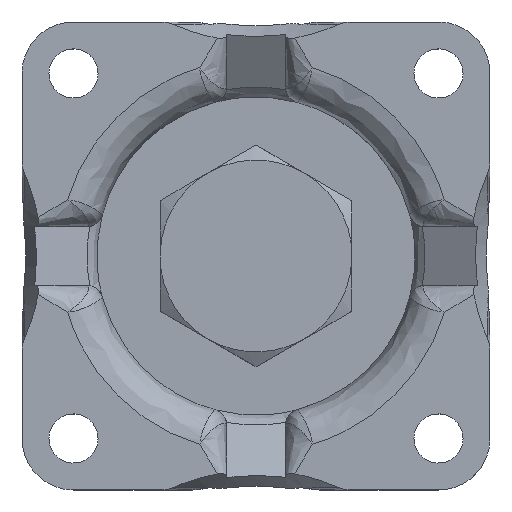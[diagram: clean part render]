
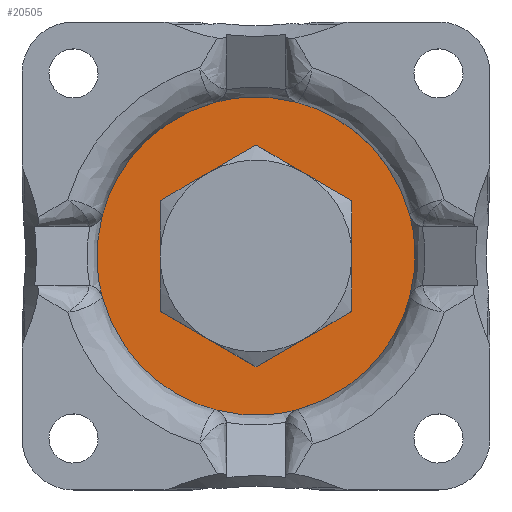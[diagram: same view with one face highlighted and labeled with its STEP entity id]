
A CAD part, top view. The second image highlights one B-rep face of the part: STEP entity #20505.
In plain terms, the highlighted free-form (B-spline) face has degree [1, 1] with [2, 2] control points.
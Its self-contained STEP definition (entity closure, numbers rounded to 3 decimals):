
#5914=CARTESIAN_POINT('',(-0.785,9.969,5.0));
#5915=VERTEX_POINT('',#5914);
#5921=CARTESIAN_POINT('',(-10.0,0.0,5.0));
#5922=VERTEX_POINT('',#5921);
#5923=CARTESIAN_POINT('',(-10.0,0.0,5.0));
#5924=CARTESIAN_POINT('',(-10.0,9.244,5.));
#5925=CARTESIAN_POINT('',(-0.785,9.969,5.0));
#5933=(BOUNDED_CURVE()B_SPLINE_CURVE(2,(#5923,#5924,#5925),.UNSPECIFIED.,.F.,.U.)B_SPLINE_CURVE_WITH_KNOTS((3,3),(0.0,0.236),.UNSPECIFIED.)CURVE()GEOMETRIC_REPRESENTATION_ITEM()RATIONAL_B_SPLINE_CURVE((1.0,0.723,0.97))REPRESENTATION_ITEM(''));
#5934=EDGE_CURVE('',#5922,#5915,#5933,.T.);
#5936=CARTESIAN_POINT('',(0.785,-9.969,5.0));
#5937=VERTEX_POINT('',#5936);
#5938=CARTESIAN_POINT('',(0.785,-9.969,5.0));
#5939=CARTESIAN_POINT('',(0.393,-10.0,5.0));
#5940=CARTESIAN_POINT('',(0.0,-10.0,5.0));
#5941=CARTESIAN_POINT('',(-10.,-10.,5.));
#5942=CARTESIAN_POINT('',(-10.0,0.0,5.0));
#5950=(BOUNDED_CURVE()B_SPLINE_CURVE(2,(#5938,#5939,#5940,#5941,#5942),.UNSPECIFIED.,.F.,.U.)B_SPLINE_CURVE_WITH_KNOTS((3,2,3),(0.736,0.75,1.0),.UNSPECIFIED.)CURVE()GEOMETRIC_REPRESENTATION_ITEM()RATIONAL_B_SPLINE_CURVE((0.97,0.984,1.0,0.707,1.0))REPRESENTATION_ITEM(''));
#5951=EDGE_CURVE('',#5937,#5922,#5950,.T.);
#5983=CARTESIAN_POINT('',(10.0,0.0,5.0));
#5984=VERTEX_POINT('',#5983);
#5985=CARTESIAN_POINT('',(10.0,0.0,5.0));
#5986=CARTESIAN_POINT('',(10.,-9.244,5.));
#5987=CARTESIAN_POINT('',(0.785,-9.969,5.0));
#5995=(BOUNDED_CURVE()B_SPLINE_CURVE(2,(#5985,#5986,#5987),.UNSPECIFIED.,.F.,.U.)B_SPLINE_CURVE_WITH_KNOTS((3,3),(0.5,0.736),.UNSPECIFIED.)CURVE()GEOMETRIC_REPRESENTATION_ITEM()RATIONAL_B_SPLINE_CURVE((1.0,0.723,0.97))REPRESENTATION_ITEM(''));
#5996=EDGE_CURVE('',#5984,#5937,#5995,.T.);
#5998=CARTESIAN_POINT('',(-0.785,9.969,5.0));
#5999=CARTESIAN_POINT('',(-0.393,10.0,5.0));
#6000=CARTESIAN_POINT('',(0.0,10.0,5.0));
#6001=CARTESIAN_POINT('',(10.,10.,5.));
#6002=CARTESIAN_POINT('',(10.0,0.0,5.0));
#6010=(BOUNDED_CURVE()B_SPLINE_CURVE(2,(#5998,#5999,#6000,#6001,#6002),.UNSPECIFIED.,.F.,.U.)B_SPLINE_CURVE_WITH_KNOTS((3,2,3),(0.236,0.25,0.5),.UNSPECIFIED.)CURVE()GEOMETRIC_REPRESENTATION_ITEM()RATIONAL_B_SPLINE_CURVE((0.97,0.984,1.0,0.707,1.0))REPRESENTATION_ITEM(''));
#6011=EDGE_CURVE('',#5915,#5984,#6010,.T.);
#17227=CARTESIAN_POINT('',(-32.831,-8.84,5.0));
#17228=VERTEX_POINT('',#17227);
#17521=CARTESIAN_POINT('',(-32.831,8.84,5.0));
#17522=VERTEX_POINT('',#17521);
#17851=CARTESIAN_POINT('',(-8.84,32.831,5.0));
#17852=VERTEX_POINT('',#17851);
#18145=CARTESIAN_POINT('',(8.84,32.831,5.0));
#18146=VERTEX_POINT('',#18145);
#18475=CARTESIAN_POINT('',(32.831,8.84,5.0));
#18476=VERTEX_POINT('',#18475);
#18769=CARTESIAN_POINT('',(32.831,-8.84,5.0));
#18770=VERTEX_POINT('',#18769);
#19099=CARTESIAN_POINT('',(8.84,-32.831,5.0));
#19100=VERTEX_POINT('',#19099);
#19393=CARTESIAN_POINT('',(-8.84,-32.831,5.0));
#19394=VERTEX_POINT('',#19393);
#19800=CARTESIAN_POINT('',(-32.831,8.84,5.0));
#19801=CARTESIAN_POINT('',(-35.211,0.,5.0));
#19802=CARTESIAN_POINT('',(-32.831,-8.84,5.0));
#19810=(BOUNDED_CURVE()B_SPLINE_CURVE(2,(#19800,#19801,#19802),.UNSPECIFIED.,.F.,.U.)CURVE()GEOMETRIC_REPRESENTATION_ITEM()QUASI_UNIFORM_CURVE()RATIONAL_B_SPLINE_CURVE((1.0,0.966,1.0))REPRESENTATION_ITEM(''));
#19811=EDGE_CURVE('',#17522,#17228,#19810,.T.);
#19927=CARTESIAN_POINT('',(8.84,32.831,5.0));
#19928=CARTESIAN_POINT('',(0.,35.211,5.0));
#19929=CARTESIAN_POINT('',(-8.84,32.831,5.0));
#19937=(BOUNDED_CURVE()B_SPLINE_CURVE(2,(#19927,#19928,#19929),.UNSPECIFIED.,.F.,.U.)CURVE()GEOMETRIC_REPRESENTATION_ITEM()QUASI_UNIFORM_CURVE()RATIONAL_B_SPLINE_CURVE((1.0,0.966,1.0))REPRESENTATION_ITEM(''));
#19938=EDGE_CURVE('',#18146,#17852,#19937,.T.);
#20054=CARTESIAN_POINT('',(32.831,-8.84,5.0));
#20055=CARTESIAN_POINT('',(35.211,0.,5.0));
#20056=CARTESIAN_POINT('',(32.831,8.84,5.0));
#20064=(BOUNDED_CURVE()B_SPLINE_CURVE(2,(#20054,#20055,#20056),.UNSPECIFIED.,.F.,.U.)CURVE()GEOMETRIC_REPRESENTATION_ITEM()QUASI_UNIFORM_CURVE()RATIONAL_B_SPLINE_CURVE((1.0,0.966,1.0))REPRESENTATION_ITEM(''));
#20065=EDGE_CURVE('',#18770,#18476,#20064,.T.);
#20181=CARTESIAN_POINT('',(-8.84,-32.831,5.0));
#20182=CARTESIAN_POINT('',(0.,-35.211,5.0));
#20183=CARTESIAN_POINT('',(8.84,-32.831,5.0));
#20191=(BOUNDED_CURVE()B_SPLINE_CURVE(2,(#20181,#20182,#20183),.UNSPECIFIED.,.F.,.U.)CURVE()GEOMETRIC_REPRESENTATION_ITEM()QUASI_UNIFORM_CURVE()RATIONAL_B_SPLINE_CURVE((1.0,0.966,1.0))REPRESENTATION_ITEM(''));
#20192=EDGE_CURVE('',#19394,#19100,#20191,.T.);
#20360=CARTESIAN_POINT('',(-32.831,-8.84,5.0));
#20361=CARTESIAN_POINT('',(-27.741,-27.741,5.));
#20362=CARTESIAN_POINT('',(-8.84,-32.831,5.0));
#20370=(BOUNDED_CURVE()B_SPLINE_CURVE(2,(#20360,#20361,#20362),.UNSPECIFIED.,.F.,.U.)CURVE()GEOMETRIC_REPRESENTATION_ITEM()QUASI_UNIFORM_CURVE()RATIONAL_B_SPLINE_CURVE((1.0,0.867,1.0))REPRESENTATION_ITEM(''));
#20371=EDGE_CURVE('',#17228,#19394,#20370,.T.);
#20393=CARTESIAN_POINT('',(-8.84,32.831,5.0));
#20394=CARTESIAN_POINT('',(-27.741,27.741,5.0));
#20395=CARTESIAN_POINT('',(-32.831,8.84,5.0));
#20403=(BOUNDED_CURVE()B_SPLINE_CURVE(2,(#20393,#20394,#20395),.UNSPECIFIED.,.F.,.U.)CURVE()GEOMETRIC_REPRESENTATION_ITEM()QUASI_UNIFORM_CURVE()RATIONAL_B_SPLINE_CURVE((1.0,0.867,1.0))REPRESENTATION_ITEM(''));
#20404=EDGE_CURVE('',#17852,#17522,#20403,.T.);
#20428=CARTESIAN_POINT('',(32.831,8.84,5.0));
#20429=CARTESIAN_POINT('',(27.741,27.741,5.));
#20430=CARTESIAN_POINT('',(8.84,32.831,5.0));
#20438=(BOUNDED_CURVE()B_SPLINE_CURVE(2,(#20428,#20429,#20430),.UNSPECIFIED.,.F.,.U.)CURVE()GEOMETRIC_REPRESENTATION_ITEM()QUASI_UNIFORM_CURVE()RATIONAL_B_SPLINE_CURVE((1.0,0.867,1.0))REPRESENTATION_ITEM(''));
#20439=EDGE_CURVE('',#18476,#18146,#20438,.T.);
#20463=CARTESIAN_POINT('',(8.84,-32.831,5.0));
#20464=CARTESIAN_POINT('',(27.741,-27.741,5.0));
#20465=CARTESIAN_POINT('',(32.831,-8.84,5.0));
#20473=(BOUNDED_CURVE()B_SPLINE_CURVE(2,(#20463,#20464,#20465),.UNSPECIFIED.,.F.,.U.)CURVE()GEOMETRIC_REPRESENTATION_ITEM()QUASI_UNIFORM_CURVE()RATIONAL_B_SPLINE_CURVE((1.0,0.867,1.0))REPRESENTATION_ITEM(''));
#20474=EDGE_CURVE('',#19100,#18770,#20473,.T.);
#20484=CARTESIAN_POINT('',(-37.397,37.397,5.0));
#20485=CARTESIAN_POINT('',(37.397,37.397,5.0));
#20486=CARTESIAN_POINT('',(-37.397,-37.397,5.0));
#20487=CARTESIAN_POINT('',(37.397,-37.397,5.0));
#20488=B_SPLINE_SURFACE_WITH_KNOTS('',1,1,((#20484,#20486),(#20485,#20487)),.UNSPECIFIED.,.F.,.F.,.U.,(2,2),(2,2),(0.0,74.793),(0.0,74.793),.UNSPECIFIED.);
#20489=ORIENTED_EDGE('',*,*,#19811,.T.);
#20490=ORIENTED_EDGE('',*,*,#20371,.T.);
#20491=ORIENTED_EDGE('',*,*,#20192,.T.);
#20492=ORIENTED_EDGE('',*,*,#20474,.T.);
#20493=ORIENTED_EDGE('',*,*,#20065,.T.);
#20494=ORIENTED_EDGE('',*,*,#20439,.T.);
#20495=ORIENTED_EDGE('',*,*,#19938,.T.);
#20496=ORIENTED_EDGE('',*,*,#20404,.T.);
#20497=EDGE_LOOP('',(#20489,#20490,#20491,#20492,#20493,#20494,#20495,#20496));
#20498=FACE_OUTER_BOUND('',#20497,.T.);
#20499=ORIENTED_EDGE('',*,*,#5996,.T.);
#20500=ORIENTED_EDGE('',*,*,#5951,.T.);
#20501=ORIENTED_EDGE('',*,*,#5934,.T.);
#20502=ORIENTED_EDGE('',*,*,#6011,.T.);
#20503=EDGE_LOOP('',(#20499,#20500,#20501,#20502));
#20504=FACE_BOUND('',#20503,.T.);
#20505=ADVANCED_FACE('',(#20498,#20504),#20488,.F.);
